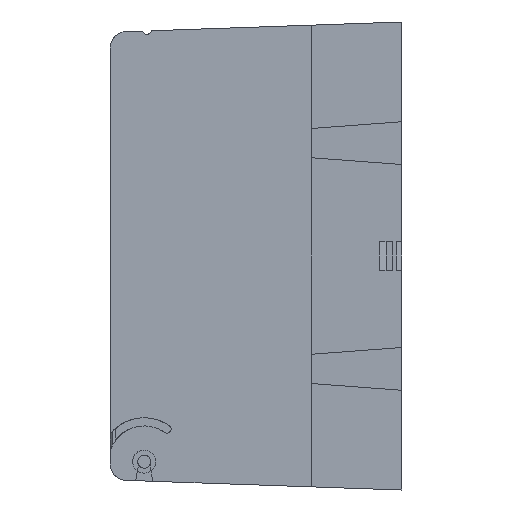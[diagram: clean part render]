
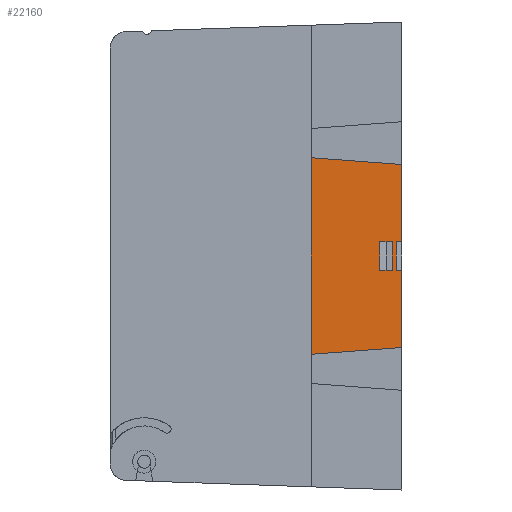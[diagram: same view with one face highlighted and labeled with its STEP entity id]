
A CAD part, left-side view. The second image highlights one B-rep face of the part: STEP entity #22160.
In plain terms, the highlighted planar face has unit normal (-1, 0, 0).
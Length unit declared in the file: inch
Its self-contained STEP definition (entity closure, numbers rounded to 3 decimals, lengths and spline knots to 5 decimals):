
#800 = ORIENTED_EDGE ( 'NONE', *, *, #19661, .F. ) ;
#1111 = ORIENTED_EDGE ( 'NONE', *, *, #17648, .F. ) ;
#1170 = CARTESIAN_POINT ( 'NONE',  ( -1.365, 0.065, -0.175 ) ) ;
#1266 = CARTESIAN_POINT ( 'NONE',  ( -1.365, 1.1, -1.19653 ) ) ;
#1409 = CARTESIAN_POINT ( 'NONE',  ( -1.365, 0.115, -0.175 ) ) ;
#1658 = CARTESIAN_POINT ( 'NONE',  ( -1.365, 0.065, 0.175 ) ) ;
#2444 = VERTEX_POINT ( 'NONE', #1658 ) ;
#3089 = LINE ( 'NONE', #9969, #9476 ) ;
#3972 = VECTOR ( 'NONE', #13830, 39.37008 ) ;
#4012 = CARTESIAN_POINT ( 'NONE',  ( -1.365, 0.26794, -0.175 ) ) ;
#4235 = LINE ( 'NONE', #27225, #17965 ) ;
#5027 = DIRECTION ( 'NONE',  ( 0., 0., -1. ) ) ;
#5143 = VERTEX_POINT ( 'NONE', #1266 ) ;
#5673 = DIRECTION ( 'NONE',  ( 0., -1., 0. ) ) ;
#5800 = CARTESIAN_POINT ( 'NONE',  ( -1.365, -0.55706, -1.07371 ) ) ;
#6438 = DIRECTION ( 'NONE',  ( 0., -0.997, -0.074 ) ) ;
#6749 = EDGE_CURVE ( 'NONE', #24074, #24910, #10502, .T. ) ;
#6834 = DIRECTION ( 'NONE',  ( 0., -1., 0. ) ) ;
#7287 = ORIENTED_EDGE ( 'NONE', *, *, #20269, .T. ) ;
#7300 = ORIENTED_EDGE ( 'NONE', *, *, #8815, .T. ) ;
#7515 = FACE_BOUND ( 'NONE', #25512, .T. ) ;
#7675 = EDGE_CURVE ( 'NONE', #16790, #26272, #19011, .T. ) ;
#8815 = EDGE_CURVE ( 'NONE', #2444, #22639, #24408, .T. ) ;
#8861 = VERTEX_POINT ( 'NONE', #17493 ) ;
#9050 = PLANE ( 'NONE',  #24999 ) ;
#9191 = DIRECTION ( 'NONE',  ( 0., -1., 0. ) ) ;
#9426 = ORIENTED_EDGE ( 'NONE', *, *, #9821, .F. ) ;
#9476 = VECTOR ( 'NONE', #11514, 39.37008 ) ;
#9680 = DIRECTION ( 'NONE',  ( 0., -0.997, 0.074 ) ) ;
#9821 = EDGE_CURVE ( 'NONE', #13537, #19285, #4235, .T. ) ;
#9969 = CARTESIAN_POINT ( 'NONE',  ( -1.365, 0., 6.44233 ) ) ;
#10324 = VECTOR ( 'NONE', #9191, 39.37008 ) ;
#10502 = LINE ( 'NONE', #4012, #17300 ) ;
#10735 = CARTESIAN_POINT ( 'NONE',  ( -1.365, 1.1, 6.44233 ) ) ;
#10985 = VECTOR ( 'NONE', #5673, 39.37008 ) ;
#11514 = DIRECTION ( 'NONE',  ( 0., 0., -1. ) ) ;
#11515 = VERTEX_POINT ( 'NONE', #18945 ) ;
#11539 = CARTESIAN_POINT ( 'NONE',  ( -1.365, 0., -0.175 ) ) ;
#11595 = LINE ( 'NONE', #26702, #3972 ) ;
#12509 = LINE ( 'NONE', #20962, #12557 ) ;
#12557 = VECTOR ( 'NONE', #6834, 39.37008 ) ;
#12663 = CARTESIAN_POINT ( 'NONE',  ( -1.365, 0., 1.115 ) ) ;
#13471 = FACE_OUTER_BOUND ( 'NONE', #23266, .T. ) ;
#13537 = VERTEX_POINT ( 'NONE', #27120 ) ;
#13830 = DIRECTION ( 'NONE',  ( 0., 0., 1. ) ) ;
#13906 = CARTESIAN_POINT ( 'NONE',  ( -1.365, 0., 0.175 ) ) ;
#14214 = ORIENTED_EDGE ( 'NONE', *, *, #21885, .T. ) ;
#14298 = EDGE_CURVE ( 'NONE', #13537, #2444, #23972, .T. ) ;
#14486 = CARTESIAN_POINT ( 'NONE',  ( -1.365, 0., 1.115 ) ) ;
#15495 = CARTESIAN_POINT ( 'NONE',  ( -1.365, 0., 0.175 ) ) ;
#16033 = CARTESIAN_POINT ( 'NONE',  ( -1.365, 0., 6.44233 ) ) ;
#16209 = LINE ( 'NONE', #1409, #10985 ) ;
#16234 = EDGE_CURVE ( 'NONE', #19285, #8861, #3089, .T. ) ;
#16436 = LINE ( 'NONE', #16033, #17893 ) ;
#16745 = ORIENTED_EDGE ( 'NONE', *, *, #14298, .T. ) ;
#16790 = VERTEX_POINT ( 'NONE', #16936 ) ;
#16936 = CARTESIAN_POINT ( 'NONE',  ( -1.365, 1.1, 1.19653 ) ) ;
#17300 = VECTOR ( 'NONE', #27276, 39.37008 ) ;
#17493 = CARTESIAN_POINT ( 'NONE',  ( -1.365, 0., -1.115 ) ) ;
#17642 = VECTOR ( 'NONE', #9680, 39.37008 ) ;
#17648 = EDGE_CURVE ( 'NONE', #21347, #11515, #11595, .T. ) ;
#17780 = VECTOR ( 'NONE', #18028, 39.37008 ) ;
#17893 = VECTOR ( 'NONE', #25001, 39.37008 ) ;
#17965 = VECTOR ( 'NONE', #18626, 39.37008 ) ;
#17984 = LINE ( 'NONE', #5800, #17642 ) ;
#18028 = DIRECTION ( 'NONE',  ( 0., 0., 1. ) ) ;
#18626 = DIRECTION ( 'NONE',  ( 0., -1., 0. ) ) ;
#18729 = EDGE_CURVE ( 'NONE', #5143, #8861, #17984, .T. ) ;
#18945 = CARTESIAN_POINT ( 'NONE',  ( -1.365, 0.115, 0.175 ) ) ;
#19011 = LINE ( 'NONE', #12663, #26643 ) ;
#19185 = DIRECTION ( 'NONE',  ( 0., 0., -1. ) ) ;
#19285 = VERTEX_POINT ( 'NONE', #11539 ) ;
#19661 = EDGE_CURVE ( 'NONE', #24074, #21347, #16209, .T. ) ;
#19696 = VECTOR ( 'NONE', #19185, 39.37008 ) ;
#20269 = EDGE_CURVE ( 'NONE', #24910, #11515, #12509, .T. ) ;
#20374 = ORIENTED_EDGE ( 'NONE', *, *, #18729, .T. ) ;
#20659 = CARTESIAN_POINT ( 'NONE',  ( -1.365, 0.26794, -0.175 ) ) ;
#20962 = CARTESIAN_POINT ( 'NONE',  ( -1.365, 0.115, 0.175 ) ) ;
#21036 = CARTESIAN_POINT ( 'NONE',  ( -1.365, 0.115, -0.175 ) ) ;
#21184 = ORIENTED_EDGE ( 'NONE', *, *, #6749, .T. ) ;
#21228 = ORIENTED_EDGE ( 'NONE', *, *, #16234, .F. ) ;
#21230 = EDGE_CURVE ( 'NONE', #26272, #22639, #16436, .T. ) ;
#21347 = VERTEX_POINT ( 'NONE', #21036 ) ;
#21494 = ORIENTED_EDGE ( 'NONE', *, *, #7675, .F. ) ;
#21885 = EDGE_CURVE ( 'NONE', #16790, #5143, #23349, .T. ) ;
#22160 = ADVANCED_FACE ( 'NONE', ( #13471, #7515 ), #9050, .F. ) ;
#22639 = VERTEX_POINT ( 'NONE', #15495 ) ;
#23266 = EDGE_LOOP ( 'NONE', ( #21228, #9426, #16745, #7300, #24405, #21494, #14214, #20374 ) ) ;
#23349 = LINE ( 'NONE', #10735, #19696 ) ;
#23434 = CARTESIAN_POINT ( 'NONE',  ( -1.365, 0.26794, 0.175 ) ) ;
#23972 = LINE ( 'NONE', #1170, #17780 ) ;
#24074 = VERTEX_POINT ( 'NONE', #20659 ) ;
#24405 = ORIENTED_EDGE ( 'NONE', *, *, #21230, .F. ) ;
#24408 = LINE ( 'NONE', #13906, #10324 ) ;
#24910 = VERTEX_POINT ( 'NONE', #23434 ) ;
#24999 = AXIS2_PLACEMENT_3D ( 'NONE', #26192, #25916, #5027 ) ;
#25001 = DIRECTION ( 'NONE',  ( 0., 0., -1. ) ) ;
#25512 = EDGE_LOOP ( 'NONE', ( #800, #21184, #7287, #1111 ) ) ;
#25916 = DIRECTION ( 'NONE',  ( 1., 0., 0. ) ) ;
#26192 = CARTESIAN_POINT ( 'NONE',  ( -1.365, 0., 6.44233 ) ) ;
#26272 = VERTEX_POINT ( 'NONE', #14486 ) ;
#26643 = VECTOR ( 'NONE', #6438, 39.37008 ) ;
#26702 = CARTESIAN_POINT ( 'NONE',  ( -1.365, 0.115, -0.175 ) ) ;
#27120 = CARTESIAN_POINT ( 'NONE',  ( -1.365, 0.065, -0.175 ) ) ;
#27225 = CARTESIAN_POINT ( 'NONE',  ( -1.365, 0., -0.175 ) ) ;
#27276 = DIRECTION ( 'NONE',  ( 0., 0., 1. ) ) ;
